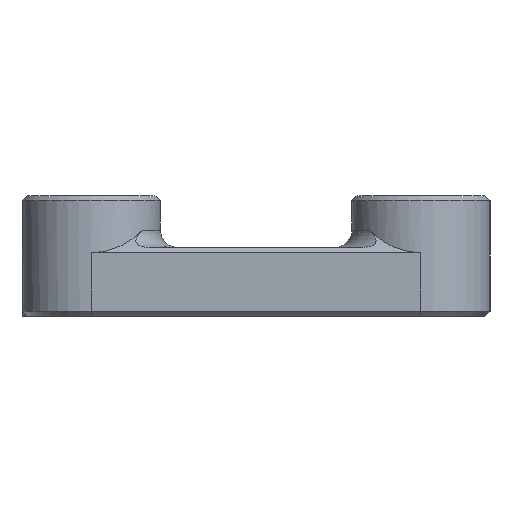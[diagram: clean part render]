
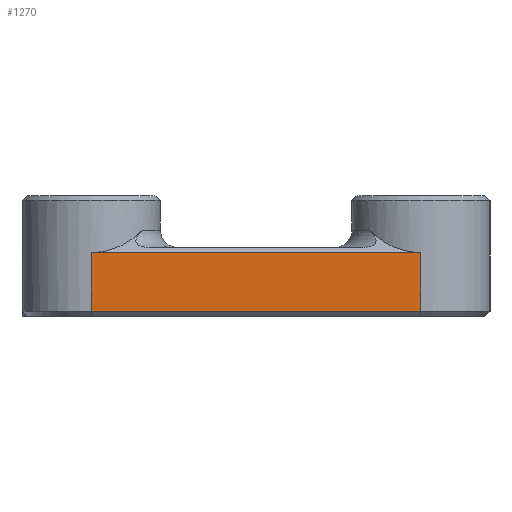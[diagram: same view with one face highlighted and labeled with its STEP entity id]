
A CAD part, front view. The second image highlights one B-rep face of the part: STEP entity #1270.
In plain terms, the highlighted planar face has unit normal (0, -1, 0).
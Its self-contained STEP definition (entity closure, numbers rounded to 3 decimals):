
#1196=CARTESIAN_POINT('',(184.552,41.298,3.7));
#1197=VERTEX_POINT('',#1196);
#1205=CARTESIAN_POINT('',(184.552,41.298,0.3));
#1206=VERTEX_POINT('',#1205);
#1207=CARTESIAN_POINT('',(184.552,41.298,0.3));
#1208=DIRECTION('',(0.,0.,1.));
#1209=VECTOR('',#1208,3.4);
#1210=LINE('',#1207,#1209);
#1211=EDGE_CURVE('',#1206,#1197,#1210,.T.);
#1240=CARTESIAN_POINT('',(175.002,41.298,0.));
#1241=DIRECTION('',(0.,1.,0.));
#1242=DIRECTION('',(0.,0.,1.));
#1243=AXIS2_PLACEMENT_3D('',#1240,#1241,#1242);
#1244=PLANE('',#1243);
#1245=CARTESIAN_POINT('',(165.452,41.298,0.3));
#1246=VERTEX_POINT('',#1245);
#1247=CARTESIAN_POINT('',(165.452,41.298,3.7));
#1248=VERTEX_POINT('',#1247);
#1249=CARTESIAN_POINT('',(165.452,41.298,0.3));
#1250=DIRECTION('',(0.,0.,1.));
#1251=VECTOR('',#1250,3.4);
#1252=LINE('',#1249,#1251);
#1253=EDGE_CURVE('',#1246,#1248,#1252,.T.);
#1254=ORIENTED_EDGE('',*,*,#1253,.F.);
#1255=CARTESIAN_POINT('',(165.452,41.298,0.3));
#1256=DIRECTION('',(1.,0.,-0.));
#1257=VECTOR('',#1256,19.1);
#1258=LINE('',#1255,#1257);
#1259=EDGE_CURVE('',#1246,#1206,#1258,.T.);
#1260=ORIENTED_EDGE('',*,*,#1259,.T.);
#1261=ORIENTED_EDGE('',*,*,#1211,.T.);
#1262=CARTESIAN_POINT('',(184.552,41.298,3.7));
#1263=DIRECTION('',(-1.,0.,0.));
#1264=VECTOR('',#1263,19.1);
#1265=LINE('',#1262,#1264);
#1266=EDGE_CURVE('',#1197,#1248,#1265,.T.);
#1267=ORIENTED_EDGE('',*,*,#1266,.T.);
#1268=EDGE_LOOP('',(#1254,#1260,#1261,#1267));
#1269=FACE_BOUND('',#1268,.T.);
#1270=ADVANCED_FACE('',(#1269),#1244,.F.);
